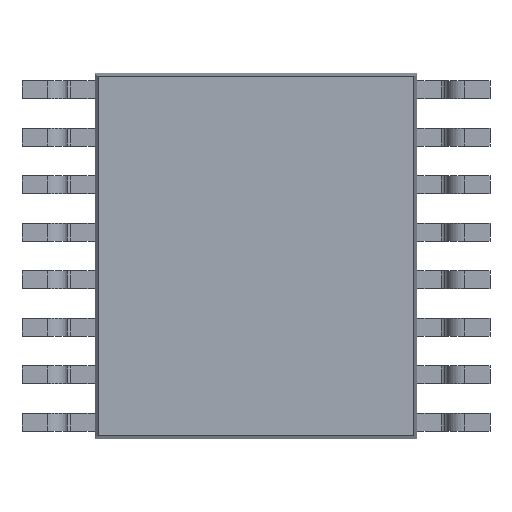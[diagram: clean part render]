
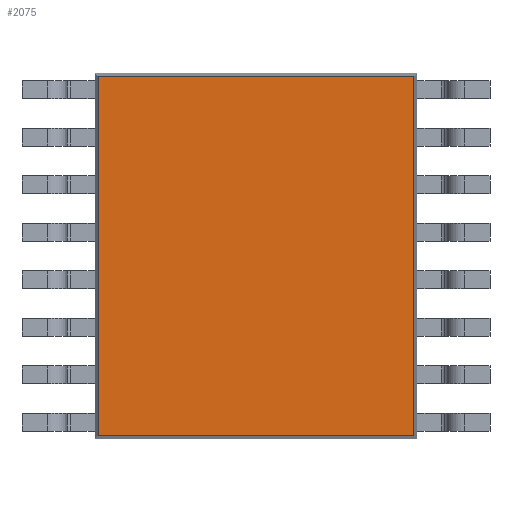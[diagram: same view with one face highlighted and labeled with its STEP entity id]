
A CAD part, front view. The second image highlights one B-rep face of the part: STEP entity #2075.
In plain terms, the highlighted planar face has unit normal (0, -1, 0).
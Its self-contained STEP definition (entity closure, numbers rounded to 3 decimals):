
#29 = EDGE_CURVE ( 'NONE', #7008, #3645, #4757, .T. ) ;
#271 = VERTEX_POINT ( 'NONE', #295 ) ;
#295 = CARTESIAN_POINT ( 'NONE',  ( 2.158, 0.3, -2.458 ) ) ;
#540 = PLANE ( 'NONE',  #4736 ) ;
#659 = EDGE_CURVE ( 'NONE', #5779, #271, #3701, .T. ) ;
#713 = ORIENTED_EDGE ( 'NONE', *, *, #4954, .T. ) ;
#752 = CARTESIAN_POINT ( 'NONE',  ( -2.158, 0.3, 2.458 ) ) ;
#1311 = CARTESIAN_POINT ( 'NONE',  ( -2.158, 0.3, -2.458 ) ) ;
#1653 = VECTOR ( 'NONE', #1793, 1000. ) ;
#1654 = VECTOR ( 'NONE', #3879, 1000. ) ;
#1793 = DIRECTION ( 'NONE',  ( -1., 0., 0. ) ) ;
#2075 = ADVANCED_FACE ( 'NONE', ( #5398 ), #540, .T. ) ;
#2349 = EDGE_LOOP ( 'NONE', ( #3702, #713, #6996, #3626 ) ) ;
#2787 = CARTESIAN_POINT ( 'NONE',  ( 2.158, 0.3, -2.5 ) ) ;
#3172 = VECTOR ( 'NONE', #5326, 1000. ) ;
#3309 = CARTESIAN_POINT ( 'NONE',  ( -2.2, 0.3, -2.458 ) ) ;
#3315 = DIRECTION ( 'NONE',  ( 0., 0., 1. ) ) ;
#3338 = DIRECTION ( 'NONE',  ( 0., 0., -1. ) ) ;
#3470 = EDGE_CURVE ( 'NONE', #3645, #5779, #5543, .T. ) ;
#3526 = CARTESIAN_POINT ( 'NONE',  ( 2.2, 0.3, 2.458 ) ) ;
#3583 = VECTOR ( 'NONE', #3315, 1000. ) ;
#3626 = ORIENTED_EDGE ( 'NONE', *, *, #3470, .T. ) ;
#3645 = VERTEX_POINT ( 'NONE', #752 ) ;
#3701 = LINE ( 'NONE', #3309, #1654 ) ;
#3702 = ORIENTED_EDGE ( 'NONE', *, *, #659, .T. ) ;
#3879 = DIRECTION ( 'NONE',  ( 1., 0., 0. ) ) ;
#3940 = CARTESIAN_POINT ( 'NONE',  ( 0., 0.3, 0. ) ) ;
#4736 = AXIS2_PLACEMENT_3D ( 'NONE', #3940, #4974, #3338 ) ;
#4757 = LINE ( 'NONE', #3526, #1653 ) ;
#4954 = EDGE_CURVE ( 'NONE', #271, #7008, #5260, .T. ) ;
#4974 = DIRECTION ( 'NONE',  ( 0., -1., 0. ) ) ;
#5260 = LINE ( 'NONE', #2787, #3583 ) ;
#5326 = DIRECTION ( 'NONE',  ( 0., 0., -1. ) ) ;
#5398 = FACE_OUTER_BOUND ( 'NONE', #2349, .T. ) ;
#5543 = LINE ( 'NONE', #6991, #3172 ) ;
#5779 = VERTEX_POINT ( 'NONE', #1311 ) ;
#5894 = CARTESIAN_POINT ( 'NONE',  ( 2.158, 0.3, 2.458 ) ) ;
#6991 = CARTESIAN_POINT ( 'NONE',  ( -2.158, 0.3, 2.5 ) ) ;
#6996 = ORIENTED_EDGE ( 'NONE', *, *, #29, .T. ) ;
#7008 = VERTEX_POINT ( 'NONE', #5894 ) ;
